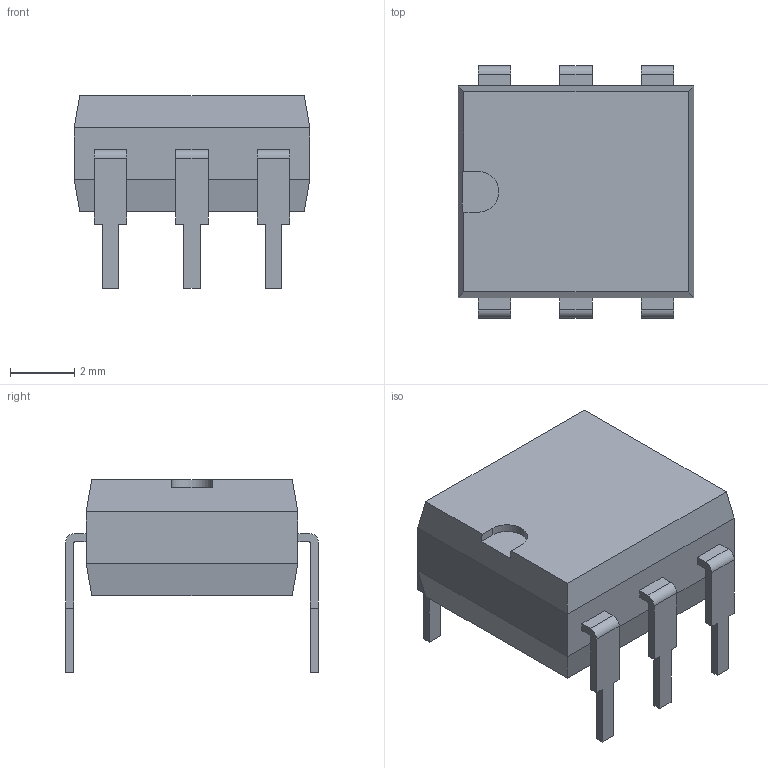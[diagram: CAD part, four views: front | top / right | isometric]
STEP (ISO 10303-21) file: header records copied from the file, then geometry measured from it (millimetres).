
FILE_DESCRIPTION (( 'STEP AP214' ), '1' );
FILE_NAME ( 'DIP-6_DIP762W50P254L735H400Q6.STEP', '2024-01-22T17:12:54', ( '' ), ( '' ), '', '©2017 PCB Libraries, Inc.', '' );
FILE_SCHEMA (( 'AUTOMOTIVE_DESIGN' ));
Length unit declared in the file: millimetre
Products named in the file (1): DIP-6_DIP762W50P254L735H400Q6
Bounding box: 7.35 x 7.88 x 6 mm (x, y, z)
Volume: 176.2 mm3; surface area: 249.6 mm2
Topology: 7 solids, 7 shells, 102 faces, 256 edges, 168 vertices
Faces by surface type: plane 89, cylinder 13
Entity records: 3388 total; most frequent: CARTESIAN_POINT 527, ORIENTED_EDGE 512, DIRECTION 488, EDGE_CURVE 256, VECTOR 230, LINE 230, VERTEX_POINT 168, AXIS2_PLACEMENT_3D 129
